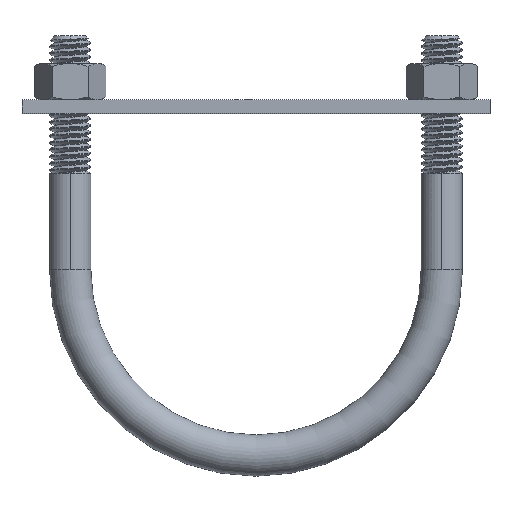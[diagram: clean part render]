
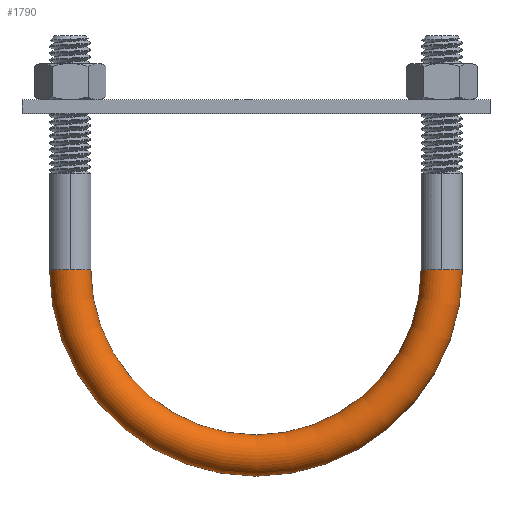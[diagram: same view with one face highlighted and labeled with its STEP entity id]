
A CAD part, top view. The second image highlights one B-rep face of the part: STEP entity #1790.
In plain terms, the highlighted toroidal (fillet/blend) face has major radius 42.862 mm and minor radius 4.763 mm.
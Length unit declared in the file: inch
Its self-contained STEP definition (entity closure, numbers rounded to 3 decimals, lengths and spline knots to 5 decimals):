
#278 = CIRCLE ( 'NONE', #14589, 0.1875 ) ;
#932 = AXIS2_PLACEMENT_3D ( 'NONE', #14512, #8768, #2779 ) ;
#1190 = CIRCLE ( 'NONE', #13625, 0.1875 ) ;
#1738 = VERTEX_POINT ( 'NONE', #2316 ) ;
#1790 = ADVANCED_FACE ( 'NONE', ( #5278 ), #8395, .T. ) ;
#2316 = CARTESIAN_POINT ( 'NONE',  ( -1.6875, 0., 0.1875 ) ) ;
#2531 = DIRECTION ( 'NONE',  ( 0., -1., 0. ) ) ;
#2779 = DIRECTION ( 'NONE',  ( 1., 0., 0. ) ) ;
#3066 = CIRCLE ( 'NONE', #932, 1.5 ) ;
#4694 = ORIENTED_EDGE ( 'NONE', *, *, #13071, .F. ) ;
#4928 = AXIS2_PLACEMENT_3D ( 'NONE', #6712, #9080, #5582 ) ;
#5278 = FACE_OUTER_BOUND ( 'NONE', #6000, .T. ) ;
#5582 = DIRECTION ( 'NONE',  ( 0., 0., 1. ) ) ;
#5871 = CARTESIAN_POINT ( 'NONE',  ( 0., 0., 0. ) ) ;
#6000 = EDGE_LOOP ( 'NONE', ( #8930, #9861, #15115, #6281, #11666, #4694 ) ) ;
#6281 = ORIENTED_EDGE ( 'NONE', *, *, #7543, .T. ) ;
#6368 = CIRCLE ( 'NONE', #9365, 0.1875 ) ;
#6623 = DIRECTION ( 'NONE',  ( 1., 0., 0. ) ) ;
#6712 = CARTESIAN_POINT ( 'NONE',  ( 1.6875, 0., 0. ) ) ;
#6961 = DIRECTION ( 'NONE',  ( 1., 0., 0. ) ) ;
#7027 = DIRECTION ( 'NONE',  ( 0., 1., 0. ) ) ;
#7173 = CARTESIAN_POINT ( 'NONE',  ( 1.6875, 0., 0. ) ) ;
#7238 = EDGE_CURVE ( 'NONE', #11876, #13943, #10997, .T. ) ;
#7543 = EDGE_CURVE ( 'NONE', #8347, #12833, #10641, .T. ) ;
#7927 = CARTESIAN_POINT ( 'NONE',  ( 1.875, 0., 0. ) ) ;
#8347 = VERTEX_POINT ( 'NONE', #14819 ) ;
#8395 = TOROIDAL_SURFACE ( 'NONE', #14052, 1.6875, 0.1875 ) ;
#8460 = DIRECTION ( 'NONE',  ( 0., 0., 1. ) ) ;
#8768 = DIRECTION ( 'NONE',  ( 0., 0., 1. ) ) ;
#8882 = EDGE_CURVE ( 'NONE', #13943, #8347, #278, .T. ) ;
#8894 = EDGE_CURVE ( 'NONE', #9366, #12833, #3066, .T. ) ;
#8930 = ORIENTED_EDGE ( 'NONE', *, *, #12851, .F. ) ;
#8986 = CARTESIAN_POINT ( 'NONE',  ( -1.5, 0., 0. ) ) ;
#9080 = DIRECTION ( 'NONE',  ( 0., -1., 0. ) ) ;
#9311 = CARTESIAN_POINT ( 'NONE',  ( -1.6875, 0., 0. ) ) ;
#9365 = AXIS2_PLACEMENT_3D ( 'NONE', #9311, #7027, #11591 ) ;
#9366 = VERTEX_POINT ( 'NONE', #8986 ) ;
#9861 = ORIENTED_EDGE ( 'NONE', *, *, #7238, .T. ) ;
#10128 = DIRECTION ( 'NONE',  ( 0., 0., 1. ) ) ;
#10469 = CARTESIAN_POINT ( 'NONE',  ( -1.875, 0., 0. ) ) ;
#10641 = CIRCLE ( 'NONE', #4928, 0.1875 ) ;
#10997 = CIRCLE ( 'NONE', #13135, 1.875 ) ;
#11258 = CARTESIAN_POINT ( 'NONE',  ( 0., 0., 0. ) ) ;
#11591 = DIRECTION ( 'NONE',  ( 0., 0., 1. ) ) ;
#11666 = ORIENTED_EDGE ( 'NONE', *, *, #8894, .F. ) ;
#11876 = VERTEX_POINT ( 'NONE', #10469 ) ;
#12576 = CARTESIAN_POINT ( 'NONE',  ( 1.5, 0., 0. ) ) ;
#12833 = VERTEX_POINT ( 'NONE', #12576 ) ;
#12851 = EDGE_CURVE ( 'NONE', #11876, #1738, #6368, .T. ) ;
#13022 = DIRECTION ( 'NONE',  ( 0., 1., 0. ) ) ;
#13071 = EDGE_CURVE ( 'NONE', #1738, #9366, #1190, .T. ) ;
#13135 = AXIS2_PLACEMENT_3D ( 'NONE', #11258, #10128, #6623 ) ;
#13219 = DIRECTION ( 'NONE',  ( 0., 0., 1. ) ) ;
#13625 = AXIS2_PLACEMENT_3D ( 'NONE', #14110, #13022, #8460 ) ;
#13943 = VERTEX_POINT ( 'NONE', #7927 ) ;
#14042 = DIRECTION ( 'NONE',  ( 0., 0., 1. ) ) ;
#14052 = AXIS2_PLACEMENT_3D ( 'NONE', #5871, #14042, #6961 ) ;
#14110 = CARTESIAN_POINT ( 'NONE',  ( -1.6875, 0., 0. ) ) ;
#14512 = CARTESIAN_POINT ( 'NONE',  ( 0., 0., 0. ) ) ;
#14589 = AXIS2_PLACEMENT_3D ( 'NONE', #7173, #2531, #13219 ) ;
#14819 = CARTESIAN_POINT ( 'NONE',  ( 1.6875, 0., 0.1875 ) ) ;
#15115 = ORIENTED_EDGE ( 'NONE', *, *, #8882, .T. ) ;
